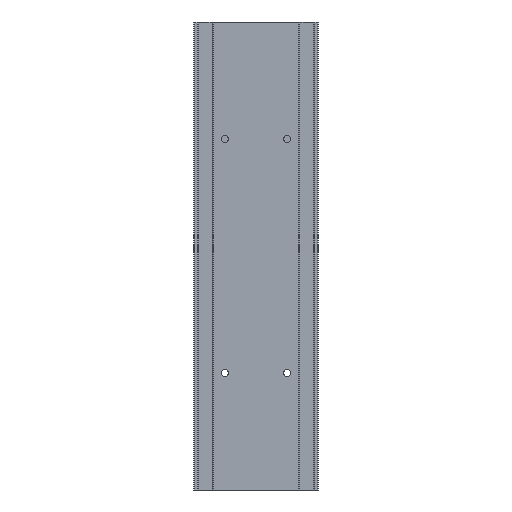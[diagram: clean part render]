
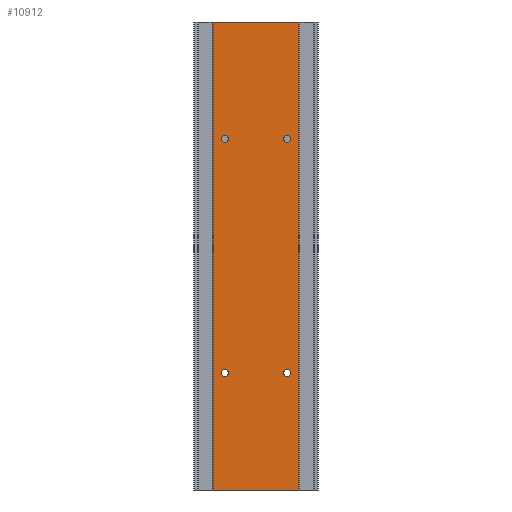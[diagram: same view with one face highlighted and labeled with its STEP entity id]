
A CAD part, front view. The second image highlights one B-rep face of the part: STEP entity #10912.
In plain terms, the highlighted planar face has unit normal (0, -1, 0).
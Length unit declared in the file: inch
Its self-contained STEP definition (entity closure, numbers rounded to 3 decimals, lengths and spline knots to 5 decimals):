
#239 = FACE_BOUND ( 'NONE', #13141, .T. ) ;
#410 = CARTESIAN_POINT ( 'NONE',  ( -0.7874, 0., -2.86417 ) ) ;
#430 = DIRECTION ( 'NONE',  ( 0., 0., -1. ) ) ;
#1024 = CARTESIAN_POINT ( 'NONE',  ( -0.7874, 0., -8.94685 ) ) ;
#1882 = LINE ( 'NONE', #19035, #29080 ) ;
#2291 = EDGE_LOOP ( 'NONE', ( #27125, #26985, #41286, #14368 ) ) ;
#3483 = DIRECTION ( 'NONE',  ( 0., 0., 1. ) ) ;
#3805 = VECTOR ( 'NONE', #15656, 39.37008 ) ;
#4380 = CIRCLE ( 'NONE', #22379, 0.08858 ) ;
#4403 = AXIS2_PLACEMENT_3D ( 'NONE', #36814, #9901, #36588 ) ;
#4725 = CARTESIAN_POINT ( 'NONE',  ( 0.7874, 0., -3.04134 ) ) ;
#5553 = DIRECTION ( 'NONE',  ( 0., 1., 0. ) ) ;
#5600 = CARTESIAN_POINT ( 'NONE',  ( -0.7874, 0., -8.85827 ) ) ;
#6010 = ORIENTED_EDGE ( 'NONE', *, *, #17695, .T. ) ;
#6023 = EDGE_LOOP ( 'NONE', ( #41082, #6010 ) ) ;
#6778 = FACE_BOUND ( 'NONE', #17055, .T. ) ;
#7517 = CARTESIAN_POINT ( 'NONE',  ( -1.0786, 0., 0. ) ) ;
#7627 = VERTEX_POINT ( 'NONE', #25217 ) ;
#8020 = DIRECTION ( 'NONE',  ( 0., 0., 1. ) ) ;
#8582 = CIRCLE ( 'NONE', #25929, 0.08858 ) ;
#8590 = EDGE_CURVE ( 'NONE', #16735, #28552, #36768, .T. ) ;
#9218 = ORIENTED_EDGE ( 'NONE', *, *, #24821, .T. ) ;
#9762 = DIRECTION ( 'NONE',  ( 0., 1., 0. ) ) ;
#9901 = DIRECTION ( 'NONE',  ( 0., 1., 0. ) ) ;
#10912 = ADVANCED_FACE ( 'NONE', ( #17604, #28050, #239, #6778, #13807 ), #24398, .T. ) ;
#11127 = AXIS2_PLACEMENT_3D ( 'NONE', #21008, #34847, #430 ) ;
#11181 = AXIS2_PLACEMENT_3D ( 'NONE', #42668, #39666, #8020 ) ;
#11189 = VERTEX_POINT ( 'NONE', #20191 ) ;
#11227 = LINE ( 'NONE', #26532, #3805 ) ;
#12222 = VECTOR ( 'NONE', #17876, 39.37008 ) ;
#12592 = CARTESIAN_POINT ( 'NONE',  ( 0.7874, 0., -8.85827 ) ) ;
#13071 = CARTESIAN_POINT ( 'NONE',  ( -0.7874, 0., -3.04134 ) ) ;
#13141 = EDGE_LOOP ( 'NONE', ( #37515, #43306 ) ) ;
#13807 = FACE_OUTER_BOUND ( 'NONE', #2291, .T. ) ;
#14368 = ORIENTED_EDGE ( 'NONE', *, *, #34747, .T. ) ;
#14539 = CIRCLE ( 'NONE', #4403, 0.08858 ) ;
#15656 = DIRECTION ( 'NONE',  ( 1., 0., 0. ) ) ;
#15725 = CARTESIAN_POINT ( 'NONE',  ( -1.0786, 0., -11.811 ) ) ;
#16580 = CIRCLE ( 'NONE', #44813, 0.08858 ) ;
#16735 = VERTEX_POINT ( 'NONE', #13071 ) ;
#16861 = CARTESIAN_POINT ( 'NONE',  ( 0.7874, 0., -8.94685 ) ) ;
#17055 = EDGE_LOOP ( 'NONE', ( #38831, #35209 ) ) ;
#17275 = ORIENTED_EDGE ( 'NONE', *, *, #43501, .T. ) ;
#17572 = VERTEX_POINT ( 'NONE', #28652 ) ;
#17604 = FACE_BOUND ( 'NONE', #6023, .T. ) ;
#17639 = VERTEX_POINT ( 'NONE', #43593 ) ;
#17666 = DIRECTION ( 'NONE',  ( 0., 0., 1. ) ) ;
#17695 = EDGE_CURVE ( 'NONE', #28088, #41333, #16580, .T. ) ;
#17876 = DIRECTION ( 'NONE',  ( 1., 0., 0. ) ) ;
#17890 = CARTESIAN_POINT ( 'NONE',  ( -0.7874, 0., -2.95276 ) ) ;
#18222 = EDGE_CURVE ( 'NONE', #25452, #38421, #14539, .T. ) ;
#19035 = CARTESIAN_POINT ( 'NONE',  ( 1.0786, 0., -11.811 ) ) ;
#19227 = AXIS2_PLACEMENT_3D ( 'NONE', #17890, #34492, #3483 ) ;
#19302 = DIRECTION ( 'NONE',  ( 0., 0., 1. ) ) ;
#19871 = DIRECTION ( 'NONE',  ( 0., 0., 1. ) ) ;
#19939 = DIRECTION ( 'NONE',  ( 0., 0., 1. ) ) ;
#20191 = CARTESIAN_POINT ( 'NONE',  ( -0.7874, 0., -8.76969 ) ) ;
#20704 = CARTESIAN_POINT ( 'NONE',  ( 0.7874, 0., -8.76969 ) ) ;
#21008 = CARTESIAN_POINT ( 'NONE',  ( -1.0786, 0., -11.811 ) ) ;
#21065 = LINE ( 'NONE', #7517, #12222 ) ;
#21887 = AXIS2_PLACEMENT_3D ( 'NONE', #5600, #40458, #33206 ) ;
#22379 = AXIS2_PLACEMENT_3D ( 'NONE', #42339, #41882, #38727 ) ;
#22944 = LINE ( 'NONE', #15725, #35094 ) ;
#24398 = PLANE ( 'NONE',  #11127 ) ;
#24455 = AXIS2_PLACEMENT_3D ( 'NONE', #39873, #9762, #19871 ) ;
#24706 = DIRECTION ( 'NONE',  ( 0., 1., 0. ) ) ;
#24821 = EDGE_CURVE ( 'NONE', #11189, #33656, #31299, .T. ) ;
#25217 = CARTESIAN_POINT ( 'NONE',  ( 1.0786, 0., 0. ) ) ;
#25452 = VERTEX_POINT ( 'NONE', #4725 ) ;
#25929 = AXIS2_PLACEMENT_3D ( 'NONE', #44238, #24706, #17666 ) ;
#26532 = CARTESIAN_POINT ( 'NONE',  ( -1.0786, 0., -11.811 ) ) ;
#26567 = EDGE_CURVE ( 'NONE', #38421, #25452, #4380, .T. ) ;
#26985 = ORIENTED_EDGE ( 'NONE', *, *, #43146, .F. ) ;
#27125 = ORIENTED_EDGE ( 'NONE', *, *, #32209, .F. ) ;
#27218 = CIRCLE ( 'NONE', #19227, 0.08858 ) ;
#28050 = FACE_BOUND ( 'NONE', #33615, .T. ) ;
#28088 = VERTEX_POINT ( 'NONE', #16861 ) ;
#28552 = VERTEX_POINT ( 'NONE', #410 ) ;
#28652 = CARTESIAN_POINT ( 'NONE',  ( -1.0786, 0., -11.811 ) ) ;
#29080 = VECTOR ( 'NONE', #19939, 39.37008 ) ;
#31299 = CIRCLE ( 'NONE', #21887, 0.08858 ) ;
#32144 = EDGE_CURVE ( 'NONE', #41333, #28088, #8582, .T. ) ;
#32209 = EDGE_CURVE ( 'NONE', #17639, #7627, #21065, .T. ) ;
#33206 = DIRECTION ( 'NONE',  ( 0., 0., 1. ) ) ;
#33615 = EDGE_LOOP ( 'NONE', ( #9218, #17275 ) ) ;
#33656 = VERTEX_POINT ( 'NONE', #1024 ) ;
#34492 = DIRECTION ( 'NONE',  ( 0., 1., 0. ) ) ;
#34681 = EDGE_CURVE ( 'NONE', #17572, #40336, #11227, .T. ) ;
#34747 = EDGE_CURVE ( 'NONE', #40336, #7627, #1882, .T. ) ;
#34847 = DIRECTION ( 'NONE',  ( 0., -1., 0. ) ) ;
#35094 = VECTOR ( 'NONE', #36592, 39.37008 ) ;
#35209 = ORIENTED_EDGE ( 'NONE', *, *, #18222, .T. ) ;
#36588 = DIRECTION ( 'NONE',  ( 0., 0., 1. ) ) ;
#36592 = DIRECTION ( 'NONE',  ( 0., 0., 1. ) ) ;
#36768 = CIRCLE ( 'NONE', #24455, 0.08858 ) ;
#36814 = CARTESIAN_POINT ( 'NONE',  ( 0.7874, 0., -2.95276 ) ) ;
#37515 = ORIENTED_EDGE ( 'NONE', *, *, #38374, .T. ) ;
#38374 = EDGE_CURVE ( 'NONE', #28552, #16735, #27218, .T. ) ;
#38421 = VERTEX_POINT ( 'NONE', #41060 ) ;
#38727 = DIRECTION ( 'NONE',  ( 0., 0., 1. ) ) ;
#38831 = ORIENTED_EDGE ( 'NONE', *, *, #26567, .T. ) ;
#39666 = DIRECTION ( 'NONE',  ( 0., 1., 0. ) ) ;
#39873 = CARTESIAN_POINT ( 'NONE',  ( -0.7874, 0., -2.95276 ) ) ;
#40055 = CIRCLE ( 'NONE', #11181, 0.08858 ) ;
#40336 = VERTEX_POINT ( 'NONE', #40739 ) ;
#40458 = DIRECTION ( 'NONE',  ( 0., 1., 0. ) ) ;
#40739 = CARTESIAN_POINT ( 'NONE',  ( 1.0786, 0., -11.811 ) ) ;
#41060 = CARTESIAN_POINT ( 'NONE',  ( 0.7874, 0., -2.86417 ) ) ;
#41082 = ORIENTED_EDGE ( 'NONE', *, *, #32144, .T. ) ;
#41286 = ORIENTED_EDGE ( 'NONE', *, *, #34681, .T. ) ;
#41333 = VERTEX_POINT ( 'NONE', #20704 ) ;
#41882 = DIRECTION ( 'NONE',  ( 0., 1., 0. ) ) ;
#42339 = CARTESIAN_POINT ( 'NONE',  ( 0.7874, 0., -2.95276 ) ) ;
#42668 = CARTESIAN_POINT ( 'NONE',  ( -0.7874, 0., -8.85827 ) ) ;
#43146 = EDGE_CURVE ( 'NONE', #17572, #17639, #22944, .T. ) ;
#43306 = ORIENTED_EDGE ( 'NONE', *, *, #8590, .T. ) ;
#43501 = EDGE_CURVE ( 'NONE', #33656, #11189, #40055, .T. ) ;
#43593 = CARTESIAN_POINT ( 'NONE',  ( -1.0786, 0., 0. ) ) ;
#44238 = CARTESIAN_POINT ( 'NONE',  ( 0.7874, 0., -8.85827 ) ) ;
#44813 = AXIS2_PLACEMENT_3D ( 'NONE', #12592, #5553, #19302 ) ;
